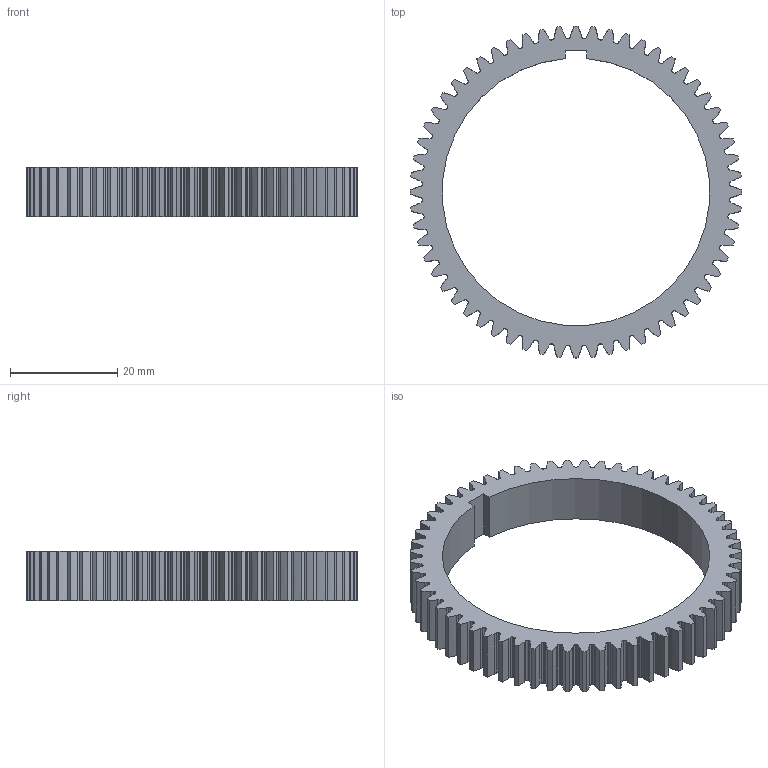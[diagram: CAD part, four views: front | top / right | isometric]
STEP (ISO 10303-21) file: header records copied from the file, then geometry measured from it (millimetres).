
FILE_DESCRIPTION(('FreeCAD Model'),'2;1');
FILE_NAME('Open CASCADE Shape Model','2023-09-23T20:37:25',(''),(''), 'Open CASCADE STEP processor 7.6','FreeCAD','Unknown');
FILE_SCHEMA(('AUTOMOTIVE_DESIGN { 1 0 10303 214 1 1 1 1 }'));
Length unit declared in the file: millimetre
Products named in the file (1): SpindleGear
Bounding box: 62 x 62 x 9.2 mm (x, y, z)
Volume: 7781.6 mm3; surface area: 6570.5 mm2
Topology: 1 solids, 1 shells, 486 faces, 1452 edges, 968 vertices
Faces by surface type: cylinder 241, extrusion 240, plane 5
Entity records: 37782 total; most frequent: CARTESIAN_POINT 10851, DIRECTION 4372, ORIENTED_EDGE 2904, PCURVE 2904, DEFINITIONAL_REPRESENTATION 2904, VECTOR 2672, LINE 2432, EDGE_CURVE 1452
